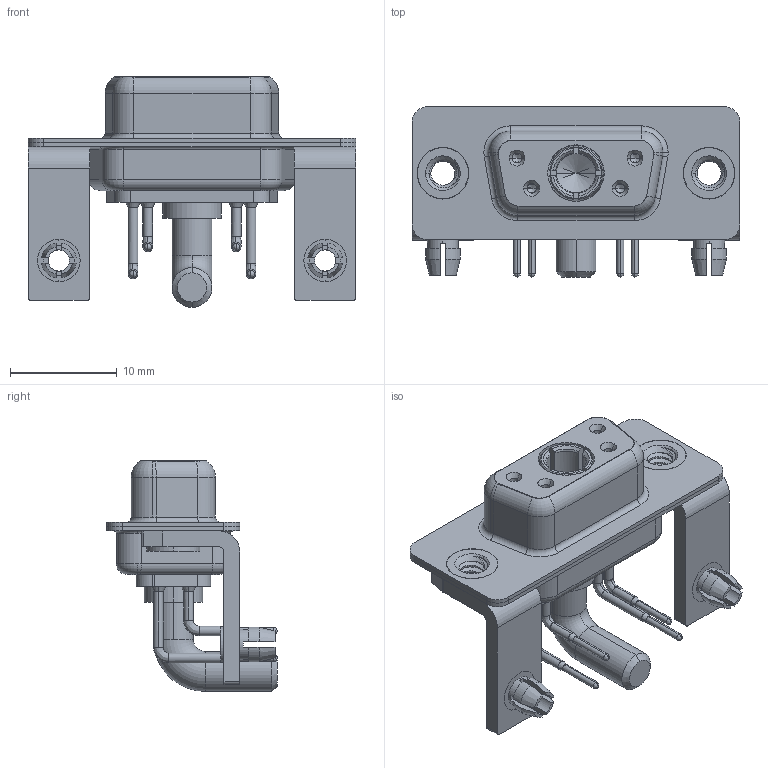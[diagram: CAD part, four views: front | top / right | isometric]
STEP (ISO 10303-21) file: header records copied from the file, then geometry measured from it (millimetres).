
FILE_DESCRIPTION (( 'STEP AP203' ), '1' );
FILE_NAME ('630-5W1-240-4N3.STEP', '2022-05-27T06:52:49', ( '' ), ( '' ), 'SwSTEP 2.0', 'SolidWorks 2020', '' );
FILE_SCHEMA (( 'CONFIG_CONTROL_DESIGN' ));
Length unit declared in the file: millimetre
Products named in the file (10): Power Socket_40A RA; 630Combo Housing_5W1; 630-5W1-240-4N3; 630Combo Shell Rear_09 Contacts; 630Combo Threaded Rivet_3; 630Combo Board Lock; 630Combo Shell Front_09 Contacts; 630Combo Contact Row 2; 630Combo Contact Row 1; 630Combo Stabilizer Bracket
Assembly tree (14 placements, depth 2):
  630-5W1-240-4N3
    630Combo Housing_5W1
    630Combo Shell Front_09 Contacts
    630Combo Shell Rear_09 Contacts
    630Combo Threaded Rivet_3  x2
    630Combo Stabilizer Bracket  x2
    630Combo Board Lock  x2
    Power Socket_40A RA
    630Combo Contact Row 1  x2
    630Combo Contact Row 2  x2
Bounding box: 30.8 x 16 x 21.68 mm (x, y, z)
Volume: 2182.2 mm3; surface area: 5230.9 mm2
Topology: 15 solids, 15 shells, 701 faces, 1781 edges, 1130 vertices
Faces by surface type: cylinder 304, plane 224, cone 87, torus 63, bspline 23
Entity records: 18648 total; most frequent: CARTESIAN_POINT 4696, DIRECTION 2845, ORIENTED_EDGE 2598, EDGE_CURVE 1299, AXIS2_PLACEMENT_3D 1150, VERTEX_POINT 829, CIRCLE 623, EDGE_LOOP 584
